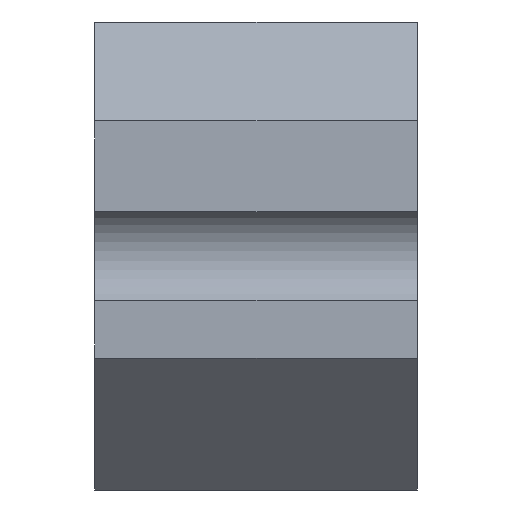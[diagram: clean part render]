
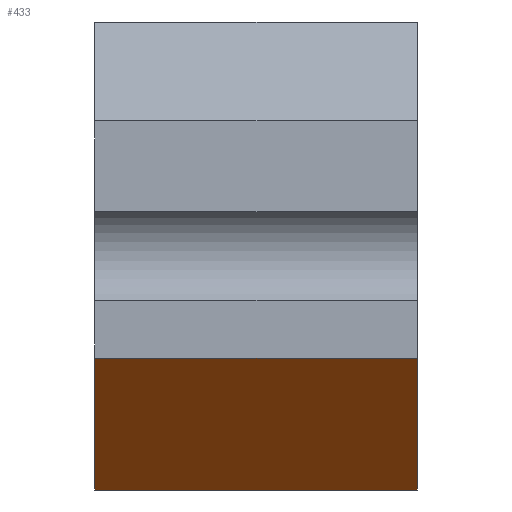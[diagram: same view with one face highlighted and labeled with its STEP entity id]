
A CAD part, left-side view. The second image highlights one B-rep face of the part: STEP entity #433.
In plain terms, the highlighted planar face has unit normal (-0.707, 0, -0.707).
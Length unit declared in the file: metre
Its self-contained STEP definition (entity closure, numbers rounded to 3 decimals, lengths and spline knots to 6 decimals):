
#35=LINE('',#680,#77);
#47=LINE('',#713,#89);
#55=LINE('',#738,#97);
#56=LINE('',#739,#98);
#77=VECTOR('',#541,1.);
#89=VECTOR('',#563,1.);
#97=VECTOR('',#601,1.);
#98=VECTOR('',#602,1.);
#110=PLANE('',#488);
#195=ORIENTED_EDGE('',*,*,#294,.F.);
#196=ORIENTED_EDGE('',*,*,#264,.T.);
#197=ORIENTED_EDGE('',*,*,#295,.F.);
#198=ORIENTED_EDGE('',*,*,#280,.F.);
#264=EDGE_CURVE('',#324,#323,#35,.T.);
#280=EDGE_CURVE('',#339,#340,#47,.T.);
#294=EDGE_CURVE('',#324,#339,#55,.T.);
#295=EDGE_CURVE('',#340,#323,#56,.T.);
#323=VERTEX_POINT('',#679);
#324=VERTEX_POINT('',#681);
#339=VERTEX_POINT('',#712);
#340=VERTEX_POINT('',#714);
#377=EDGE_LOOP('',(#195,#196,#197,#198));
#406=FACE_BOUND('',#377,.T.);
#433=ADVANCED_FACE('',(#406),#110,.T.);
#488=AXIS2_PLACEMENT_3D('',#737,#599,#600);
#541=DIRECTION('',(-0.707,0.,0.707));
#563=DIRECTION('',(-0.707,0.,0.707));
#599=DIRECTION('',(-0.707,0.,-0.707));
#600=DIRECTION('',(0.,-1.,0.));
#601=DIRECTION('',(0.,1.,0.));
#602=DIRECTION('',(0.,-1.,0.));
#679=CARTESIAN_POINT('',(-0.01505,-0.0098,-0.0031));
#680=CARTESIAN_POINT('',(-0.01105,-0.0098,-0.0071));
#681=CARTESIAN_POINT('',(-0.01105,-0.0098,-0.0071));
#712=CARTESIAN_POINT('',(-0.01105,0.,-0.0071));
#713=CARTESIAN_POINT('',(-0.01105,0.,-0.0071));
#714=CARTESIAN_POINT('',(-0.01505,0.,-0.0031));
#737=CARTESIAN_POINT('',(-0.01105,-0.02,-0.0071));
#738=CARTESIAN_POINT('',(-0.01105,0.,-0.0071));
#739=CARTESIAN_POINT('',(-0.01505,-0.01,-0.0031));
